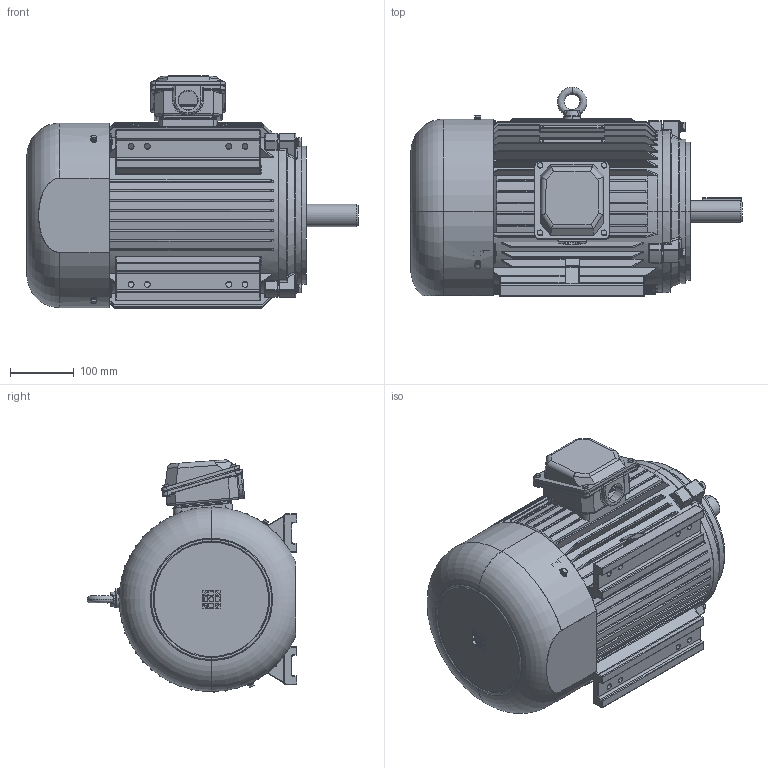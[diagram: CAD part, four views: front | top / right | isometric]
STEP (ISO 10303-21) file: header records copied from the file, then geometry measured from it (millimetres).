
FILE_DESCRIPTION (( 'STEP AP214' ), '1' );
FILE_NAME ('MTCP215TC.STEP', '2018-03-07T16:00:48', ( '' ), ( '' ), 'SwSTEP 2.0', 'SolidWorks 2017', '' );
FILE_SCHEMA (( 'AUTOMOTIVE_DESIGN' ));
Length unit declared in the file: millimetre
Products named in the file (22): PE210源瑩; PE210瑞欶; PE210諉盄碟釱菜; eyebolts gb_GB_FASTENER_SCREWS_FRS M10-N; PE210諉盄碟蚾饜极2 _1_; plain washers-chamfered--normal series-a gb_GB_FASTENER_WASHER_SWCA 5; PE210粣芛  瑞珔傷; PE210C楊擘J; spring lock washers--normal type gb_GB_FASTENER_WASHER_SW 5; hex head bolts-full thread grade c gb_GB_FASTENER_BOLT_HHBFTC M5X16-N; hex head bolts-full thread grade c gb_GB_FASTENER_BOLT_HHBFTC M5X10-N; hex head bolts-full thread grade c gb_GB_FASTENER_BOLT_HHBFTC M8X40-N; MTCP215TC; spring lock washers--normal type gb_GB_FASTENER_WASHER_SW 8; PE210粣芛  堤粣傷; 210，密封圈40，50; plain washers-chamfered--normal series-a gb_GB_FASTENER_WASHER_SWCA 8; PE215儂釱樓馱璃; PE210諉盄碟裔; PE210接线盒座_默认_按加工_; 綴傷裔; PE210諉盄碟裔菜
Assembly tree (49 placements, depth 3):
  MTCP215TC
    PE210諉盄碟蚾饜极2 _1_
      PE210接线盒座_默认_按加工_
      PE210諉盄碟裔菜
      PE210諉盄碟裔
      hex head bolts-full thread grade c gb_GB_FASTENER_BOLT_HHBFTC M5X16-N  x8
      PE210諉盄碟釱菜
    PE215儂釱樓馱璃
    綴傷裔
    PE210粣芛  瑞珔傷
    PE210粣芛  堤粣傷
    hex head bolts-full thread grade c gb_GB_FASTENER_BOLT_HHBFTC M8X40-N  x6
    spring lock washers--normal type gb_GB_FASTENER_WASHER_SW 8  x6
    plain washers-chamfered--normal series-a gb_GB_FASTENER_WASHER_SWCA 8  x6
    PE210瑞欶
    hex head bolts-full thread grade c gb_GB_FASTENER_BOLT_HHBFTC M5X10-N  x3
    spring lock washers--normal type gb_GB_FASTENER_WASHER_SW 5  x3
    plain washers-chamfered--normal series-a gb_GB_FASTENER_WASHER_SWCA 5  x3
    210，密封圈40，50
    PE210源瑩
    eyebolts gb_GB_FASTENER_SCREWS_FRS M10-N
    PE210C楊擘J
Bounding box: 518.83 x 327.45 x 362.96 mm (x, y, z)
Volume: 4523412 mm3; surface area: 1679302.9 mm2
Topology: 48 solids, 48 shells, 2707 faces, 6566 edges, 3978 vertices
Faces by surface type: cylinder 1003, plane 762, cone 345, torus 254, bspline 211, sphere 132
Entity records: 89446 total; most frequent: CARTESIAN_POINT 36236, ORIENTED_EDGE 11116, DIRECTION 10881, EDGE_CURVE 5558, AXIS2_PLACEMENT_3D 4367, VERTEX_POINT 3394, EDGE_LOOP 2486, FACE_OUTER_BOUND 2273
